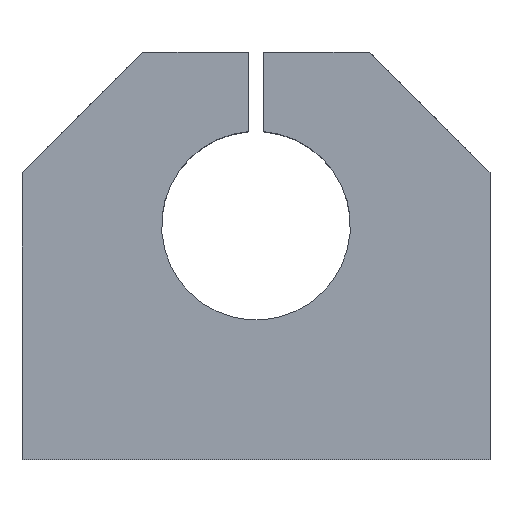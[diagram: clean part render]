
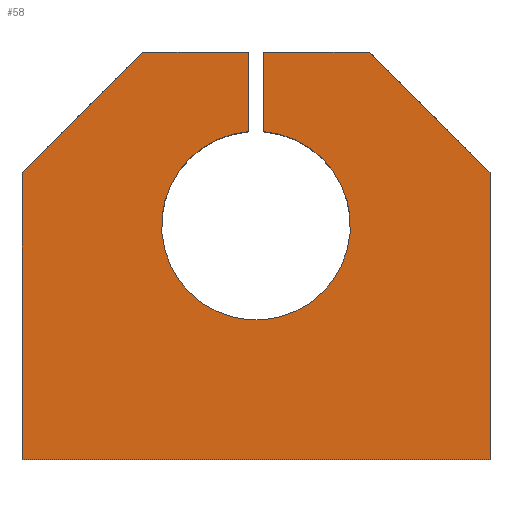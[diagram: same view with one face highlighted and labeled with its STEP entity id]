
A CAD part, top view. The second image highlights one B-rep face of the part: STEP entity #58.
In plain terms, the highlighted planar face has unit normal (0, 0, 1).
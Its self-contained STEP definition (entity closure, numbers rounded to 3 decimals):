
#58 = ADVANCED_FACE( '', ( #132 ), #133, .T. );
#132 = FACE_OUTER_BOUND( '', #229, .T. );
#133 = PLANE( '', #230 );
#229 = EDGE_LOOP( '', ( #339, #340, #341, #342, #343, #344, #345, #346, #347, #348 ) );
#230 = AXIS2_PLACEMENT_3D( '', #349, #350, #351 );
#339 = ORIENTED_EDGE( '', *, *, #519, .T. );
#340 = ORIENTED_EDGE( '', *, *, #506, .T. );
#341 = ORIENTED_EDGE( '', *, *, #517, .T. );
#342 = ORIENTED_EDGE( '', *, *, #520, .T. );
#343 = ORIENTED_EDGE( '', *, *, #521, .T. );
#344 = ORIENTED_EDGE( '', *, *, #522, .T. );
#345 = ORIENTED_EDGE( '', *, *, #512, .F. );
#346 = ORIENTED_EDGE( '', *, *, #523, .T. );
#347 = ORIENTED_EDGE( '', *, *, #524, .T. );
#348 = ORIENTED_EDGE( '', *, *, #525, .T. );
#349 = CARTESIAN_POINT( '', ( 0., 31., 28. ) );
#350 = DIRECTION( '', ( 0., 0., 1. ) );
#351 = DIRECTION( '', ( 1., 0., 0. ) );
#506 = EDGE_CURVE( '', #588, #586, #589, .T. );
#512 = EDGE_CURVE( '', #597, #599, #600, .T. );
#517 = EDGE_CURVE( '', #586, #605, #607, .T. );
#519 = EDGE_CURVE( '', #609, #588, #610, .T. );
#520 = EDGE_CURVE( '', #605, #611, #612, .T. );
#521 = EDGE_CURVE( '', #611, #613, #614, .T. );
#522 = EDGE_CURVE( '', #613, #599, #615, .T. );
#523 = EDGE_CURVE( '', #597, #616, #617, .T. );
#524 = EDGE_CURVE( '', #616, #618, #619, .T. );
#525 = EDGE_CURVE( '', #618, #609, #620, .T. );
#586 = VERTEX_POINT( '', #699 );
#588 = VERTEX_POINT( '', #702 );
#589 = LINE( '', #703, #704 );
#597 = VERTEX_POINT( '', #713 );
#599 = VERTEX_POINT( '', #716 );
#600 = CIRCLE( '', #717, 12.5 );
#605 = VERTEX_POINT( '', #724 );
#607 = LINE( '', #727, #728 );
#609 = VERTEX_POINT( '', #730 );
#610 = LINE( '', #731, #732 );
#611 = VERTEX_POINT( '', #733 );
#612 = LINE( '', #734, #735 );
#613 = VERTEX_POINT( '', #736 );
#614 = LINE( '', #737, #738 );
#615 = LINE( '', #739, #740 );
#616 = VERTEX_POINT( '', #741 );
#617 = LINE( '', #742, #743 );
#618 = VERTEX_POINT( '', #744 );
#619 = LINE( '', #745, #746 );
#620 = LINE( '', #747, #748 );
#699 = CARTESIAN_POINT( '', ( 31., 0., 28. ) );
#702 = CARTESIAN_POINT( '', ( -31., 0., 28. ) );
#703 = CARTESIAN_POINT( '', ( -31., 0., 28. ) );
#704 = VECTOR( '', #974, 1000. );
#713 = CARTESIAN_POINT( '', ( -1., 43.46, 28. ) );
#716 = CARTESIAN_POINT( '', ( 1., 43.46, 28. ) );
#717 = AXIS2_PLACEMENT_3D( '', #983, #984, #985 );
#724 = CARTESIAN_POINT( '', ( 31., 38., 28. ) );
#727 = CARTESIAN_POINT( '', ( 31., 0., 28. ) );
#728 = VECTOR( '', #989, 1000. );
#730 = CARTESIAN_POINT( '', ( -31., 38., 28. ) );
#731 = CARTESIAN_POINT( '', ( -31., 38., 28. ) );
#732 = VECTOR( '', #990, 1000. );
#733 = CARTESIAN_POINT( '', ( 15., 54., 28. ) );
#734 = CARTESIAN_POINT( '', ( 31., 38., 28. ) );
#735 = VECTOR( '', #991, 1000. );
#736 = CARTESIAN_POINT( '', ( 1., 54., 28. ) );
#737 = CARTESIAN_POINT( '', ( 15., 54., 28. ) );
#738 = VECTOR( '', #992, 1000. );
#739 = CARTESIAN_POINT( '', ( 1., 54., 28. ) );
#740 = VECTOR( '', #993, 1000. );
#741 = CARTESIAN_POINT( '', ( -1., 54., 28. ) );
#742 = CARTESIAN_POINT( '', ( -1., 43.46, 28. ) );
#743 = VECTOR( '', #994, 1000. );
#744 = CARTESIAN_POINT( '', ( -15., 54., 28. ) );
#745 = CARTESIAN_POINT( '', ( -1., 54., 28. ) );
#746 = VECTOR( '', #995, 1000. );
#747 = CARTESIAN_POINT( '', ( -15., 54., 28. ) );
#748 = VECTOR( '', #996, 1000. );
#974 = DIRECTION( '', ( 1., 0., 0. ) );
#983 = CARTESIAN_POINT( '', ( 0., 31., 28. ) );
#984 = DIRECTION( '', ( 0., 0., 1. ) );
#985 = DIRECTION( '', ( 1., 0., 0. ) );
#989 = DIRECTION( '', ( 0., 1., 0. ) );
#990 = DIRECTION( '', ( 0., -1., 0. ) );
#991 = DIRECTION( '', ( -0.707, 0.707, 0. ) );
#992 = DIRECTION( '', ( -1., 0., 0. ) );
#993 = DIRECTION( '', ( 0., -1., 0. ) );
#994 = DIRECTION( '', ( 0., 1., 0. ) );
#995 = DIRECTION( '', ( -1., 0., 0. ) );
#996 = DIRECTION( '', ( -0.707, -0.707, 0. ) );
